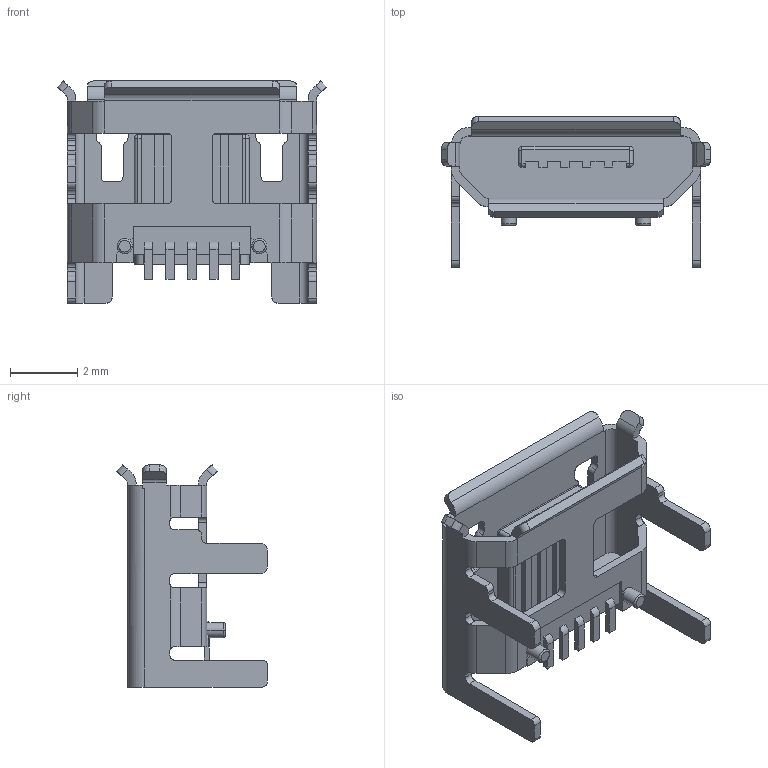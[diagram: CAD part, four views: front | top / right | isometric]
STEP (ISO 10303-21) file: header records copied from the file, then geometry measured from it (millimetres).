
FILE_DESCRIPTION(('FreeCAD Model'),'2;1');
FILE_NAME('Open CASCADE Shape Model','2024-03-13T04:18:55',(''),(''), 'Open CASCADE STEP processor 7.7','FreeCAD','Unknown');
FILE_SCHEMA(('AUTOMOTIVE_DESIGN { 1 0 10303 214 1 1 1 1 }'));
Length unit declared in the file: millimetre
Products named in the file (4): U254-051N-4BH806; shell; plastic; pin
Assembly tree (3 placements, depth 2):
  U254-051N-4BH806
    shell
    plastic
    pin
Bounding box: 8 x 4.48 x 6.6 mm (x, y, z)
Surface area: 263 mm2 (no closed solid volume)
Topology: 0 solids, 14 shells, 278 faces, 923 edges, 644 vertices
Faces by surface type: plane 164, cylinder 106, torus 4, bspline 4
Entity records: 10350 total; most frequent: CARTESIAN_POINT 2017, DIRECTION 1697, ORIENTED_EDGE 1630, EDGE_CURVE 923, LINE 669, VECTOR 669, VERTEX_POINT 644, AXIS2_PLACEMENT_3D 514
